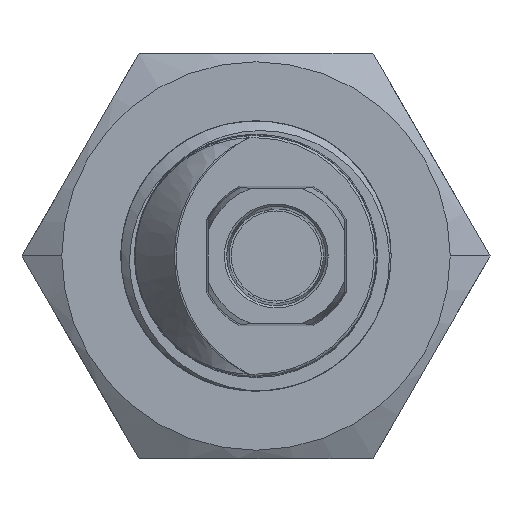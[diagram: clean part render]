
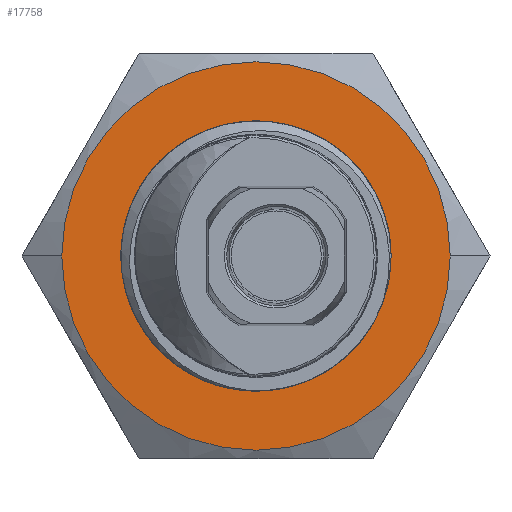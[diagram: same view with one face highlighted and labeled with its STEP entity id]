
A CAD part, front view. The second image highlights one B-rep face of the part: STEP entity #17758.
In plain terms, the highlighted planar face has unit normal (0, -1, 0).
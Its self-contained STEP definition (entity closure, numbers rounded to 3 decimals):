
#238=CARTESIAN_POINT('',(-13.329,44.5,-11.108));
#239=DIRECTION('',(0.,1.,0.));
#240=DIRECTION('',(-1.,0.,0.));
#241=AXIS2_PLACEMENT_3D('',#238,#239,#240);
#243=CARTESIAN_POINT('',(-13.329,44.5,-11.108));
#244=DIRECTION('',(0.,1.,0.));
#245=DIRECTION('',(1.,0.,0.));
#246=AXIS2_PLACEMENT_3D('',#243,#244,#245);
#248=CARTESIAN_POINT('',(-18.286,44.5,-8.965));
#249=CARTESIAN_POINT('',(-18.447,44.5,-9.297));
#250=CARTESIAN_POINT('',(-18.698,44.5,-9.978));
#251=CARTESIAN_POINT('',(-18.87,44.5,-11.08));
#252=CARTESIAN_POINT('',(-18.808,44.5,-12.172));
#253=CARTESIAN_POINT('',(-18.532,44.5,-13.246));
#254=CARTESIAN_POINT('',(-18.057,44.5,-14.245));
#255=CARTESIAN_POINT('',(-17.41,44.5,-15.119));
#256=CARTESIAN_POINT('',(-16.904,44.5,-15.58));
#257=CARTESIAN_POINT('',(-16.632,44.5,-15.787));
#259=CARTESIAN_POINT('',(-16.632,44.5,-15.787));
#260=CARTESIAN_POINT('',(-16.877,44.5,-15.628));
#261=CARTESIAN_POINT('',(-17.338,44.5,-15.275));
#262=CARTESIAN_POINT('',(-17.945,44.5,-14.646));
#263=CARTESIAN_POINT('',(-18.455,44.5,-13.928));
#264=CARTESIAN_POINT('',(-18.859,44.5,-13.127));
#265=CARTESIAN_POINT('',(-19.132,44.5,-12.286));
#266=CARTESIAN_POINT('',(-19.276,44.5,-11.408));
#267=CARTESIAN_POINT('',(-19.287,44.5,-10.507));
#268=CARTESIAN_POINT('',(-19.203,44.5,-9.901));
#269=CARTESIAN_POINT('',(-19.136,44.5,-9.596));
#271=CARTESIAN_POINT('',(-19.136,44.5,-9.596));
#272=CARTESIAN_POINT('',(-19.211,44.5,-9.884));
#273=CARTESIAN_POINT('',(-19.317,44.5,-10.465));
#274=CARTESIAN_POINT('',(-19.346,44.5,-11.357));
#275=CARTESIAN_POINT('',(-19.243,44.5,-12.244));
#276=CARTESIAN_POINT('',(-19.013,44.5,-13.096));
#277=CARTESIAN_POINT('',(-18.655,44.5,-13.919));
#278=CARTESIAN_POINT('',(-18.18,44.5,-14.677));
#279=CARTESIAN_POINT('',(-17.598,44.5,-15.355));
#280=CARTESIAN_POINT('',(-16.923,44.5,-15.94));
#281=CARTESIAN_POINT('',(-16.177,44.5,-16.413));
#282=CARTESIAN_POINT('',(-15.371,44.5,-16.772));
#283=CARTESIAN_POINT('',(-14.517,44.5,-17.011));
#284=CARTESIAN_POINT('',(-13.633,44.5,-17.122));
#285=CARTESIAN_POINT('',(-12.743,44.5,-17.101));
#286=CARTESIAN_POINT('',(-11.868,44.5,-16.949));
#287=CARTESIAN_POINT('',(-11.022,44.5,-16.67));
#288=CARTESIAN_POINT('',(-10.496,44.5,-16.405));
#289=CARTESIAN_POINT('',(-10.239,44.5,-16.251));
#291=CARTESIAN_POINT('',(-7.362,44.5,-10.482));
#292=CARTESIAN_POINT('',(-7.393,44.5,-10.187));
#293=CARTESIAN_POINT('',(-7.498,44.5,-9.606));
#294=CARTESIAN_POINT('',(-7.781,44.5,-8.765));
#295=CARTESIAN_POINT('',(-8.186,44.5,-7.975));
#296=CARTESIAN_POINT('',(-8.707,44.5,-7.247));
#297=CARTESIAN_POINT('',(-9.327,44.5,-6.608));
#298=CARTESIAN_POINT('',(-10.036,44.5,-6.066));
#299=CARTESIAN_POINT('',(-10.818,44.5,-5.635));
#300=CARTESIAN_POINT('',(-11.641,44.5,-5.328));
#301=CARTESIAN_POINT('',(-12.511,44.5,-5.141));
#302=CARTESIAN_POINT('',(-13.403,44.5,-5.086));
#303=CARTESIAN_POINT('',(-13.995,44.5,-5.137));
#304=CARTESIAN_POINT('',(-14.291,44.5,-5.185));
#306=CARTESIAN_POINT('',(-14.291,44.5,-5.185));
#307=CARTESIAN_POINT('',(-14.023,44.5,-5.152));
#308=CARTESIAN_POINT('',(-13.492,44.5,-5.123));
#309=CARTESIAN_POINT('',(-12.7,44.5,-5.185));
#310=CARTESIAN_POINT('',(-11.934,44.5,-5.35));
#311=CARTESIAN_POINT('',(-11.199,44.5,-5.614));
#312=CARTESIAN_POINT('',(-10.506,44.5,-5.973));
#313=CARTESIAN_POINT('',(-10.082,44.5,-6.269));
#314=CARTESIAN_POINT('',(-9.879,44.5,-6.431));
#316=CARTESIAN_POINT('',(-9.879,44.5,-6.431));
#317=CARTESIAN_POINT('',(-10.179,44.5,-6.23));
#318=CARTESIAN_POINT('',(-10.805,44.5,-5.888));
#319=CARTESIAN_POINT('',(-11.836,44.5,-5.547));
#320=CARTESIAN_POINT('',(-12.902,44.5,-5.403));
#321=CARTESIAN_POINT('',(-13.946,44.5,-5.467));
#322=CARTESIAN_POINT('',(-14.897,44.5,-5.704));
#323=CARTESIAN_POINT('',(-15.74,44.5,-6.07));
#324=CARTESIAN_POINT('',(-16.432,44.5,-6.507));
#325=CARTESIAN_POINT('',(-16.982,44.5,-6.969));
#326=CARTESIAN_POINT('',(-17.418,44.5,-7.442));
#327=CARTESIAN_POINT('',(-17.768,44.5,-7.925));
#328=CARTESIAN_POINT('',(-18.057,44.5,-8.426));
#329=CARTESIAN_POINT('',(-18.216,44.5,-8.782));
#330=CARTESIAN_POINT('',(-18.286,44.5,-8.965));
#1889=CARTESIAN_POINT('',(-19.136,44.5,
-9.596));
#2176=CARTESIAN_POINT('',(-10.239,44.5,
-16.251));
#2198=CARTESIAN_POINT('',(-7.362,44.5,
-10.482));
#2388=CARTESIAN_POINT('',(-14.291,44.5,
-5.185));
#8794=CARTESIAN_POINT('',(-13.329,44.5,-11.108));
#8795=DIRECTION('',(0.,1.,0.));
#8796=DIRECTION('',(0.995,0.,0.105));
#8797=AXIS2_PLACEMENT_3D('',#8794,#8795,#8796);
#15642=CARTESIAN_POINT('',(-4.704,44.5,-11.108));
#15644=VERTEX_POINT('',#15642);
#15647=CARTESIAN_POINT('',(-21.954,44.5,-11.108));
#15648=VERTEX_POINT('',#15647);
#15652=VERTEX_POINT('',#1889);
#15654=VERTEX_POINT('',#2388);
#17148=VERTEX_POINT('',#248);
#17149=VERTEX_POINT('',#257);
#17150=VERTEX_POINT('',#316);
#17166=VERTEX_POINT('',#2176);
#17167=VERTEX_POINT('',#2198);
#17732=CARTESIAN_POINT('',(-8.133,44.5,-20.108));
#17733=DIRECTION('',(0.,-1.,0.));
#17734=DIRECTION('',(1.,0.,0.));
#17735=AXIS2_PLACEMENT_3D('',#17732,#17733,#17734);
#17736=PLANE('',#17735);
#17737=ORIENTED_EDGE('',*,*,#17718,.T.);
#17739=ORIENTED_EDGE('',*,*,#17738,.T.);
#17740=EDGE_LOOP('',(#17737,#17739));
#17741=FACE_OUTER_BOUND('',#17740,.F.);
#17743=ORIENTED_EDGE('',*,*,#17742,.T.);
#17745=ORIENTED_EDGE('',*,*,#17744,.T.);
#17747=ORIENTED_EDGE('',*,*,#17746,.T.);
#17749=ORIENTED_EDGE('',*,*,#17748,.F.);
#17751=ORIENTED_EDGE('',*,*,#17750,.T.);
#17753=ORIENTED_EDGE('',*,*,#17752,.T.);
#17755=ORIENTED_EDGE('',*,*,#17754,.T.);
#17756=EDGE_LOOP('',(#17743,#17745,#17747,#17749,#17751,#17753,#17755));
#17757=FACE_BOUND('',#17756,.F.);
#17758=ADVANCED_FACE('',(#17741,#17757),#17736,.T.);
#242=CIRCLE('',#241,8.625);
#247=CIRCLE('',#246,8.625);
#258=B_SPLINE_CURVE_WITH_KNOTS('',3,(#248,#249,#250,#251,#252,#253,#254,#255,
#256,#257),.UNSPECIFIED.,.F.,.F.,(4,1,1,1,1,1,1,4),(0.,0.143,
0.286,0.429,0.571,0.714,
0.857,1.),.UNSPECIFIED.);
#270=B_SPLINE_CURVE_WITH_KNOTS('',3,(#259,#260,#261,#262,#263,#264,#265,#266,
#267,#268,#269),.UNSPECIFIED.,.F.,.F.,(4,1,1,1,1,1,1,1,4),(0.,0.125,0.25,
0.375,0.5,0.625,0.75,0.875,1.),.UNSPECIFIED.);
#290=B_SPLINE_CURVE_WITH_KNOTS('',3,(#271,#272,#273,#274,#275,#276,#277,#278,
#279,#280,#281,#282,#283,#284,#285,#286,#287,#288,#289),.UNSPECIFIED.,.F.,.F.,
(4,1,1,1,1,1,1,1,1,1,1,1,1,1,1,1,4),(0.,0.063,0.125,0.188,0.25,
0.313,0.375,0.438,0.5,0.563,0.625,0.688,0.75,0.813,
0.875,0.938,1.),.UNSPECIFIED.);
#305=B_SPLINE_CURVE_WITH_KNOTS('',3,(#291,#292,#293,#294,#295,#296,#297,#298,
#299,#300,#301,#302,#303,#304),.UNSPECIFIED.,.F.,.F.,(4,1,1,1,1,1,1,1,1,1,1,4),(
0.,0.091,0.182,0.273,0.364,
0.455,0.545,0.636,0.727,
0.818,0.909,1.),.UNSPECIFIED.);
#315=B_SPLINE_CURVE_WITH_KNOTS('',3,(#306,#307,#308,#309,#310,#311,#312,#313,
#314),.UNSPECIFIED.,.F.,.F.,(4,1,1,1,1,1,4),(0.,0.167,
0.333,0.5,0.667,0.833,1.),
.UNSPECIFIED.);
#331=B_SPLINE_CURVE_WITH_KNOTS('',3,(#316,#317,#318,#319,#320,#321,#322,#323,
#324,#325,#326,#327,#328,#329,#330),.UNSPECIFIED.,.F.,.F.,(4,1,1,1,1,1,1,1,1,1,
1,1,4),(0.,0.083,0.167,0.25,0.333,
0.417,0.5,0.583,0.667,0.75,
0.833,0.917,1.),.UNSPECIFIED.);
#8798=CIRCLE('',#8797,6.);
#17718=EDGE_CURVE('',#15648,#15644,#242,.T.);
#17738=EDGE_CURVE('',#15644,#15648,#247,.T.);
#17742=EDGE_CURVE('',#17148,#17149,#258,.T.);
#17744=EDGE_CURVE('',#17149,#15652,#270,.T.);
#17746=EDGE_CURVE('',#15652,#17166,#290,.T.);
#17748=EDGE_CURVE('',#17167,#17166,#8798,.T.);
#17750=EDGE_CURVE('',#17167,#15654,#305,.T.);
#17752=EDGE_CURVE('',#15654,#17150,#315,.T.);
#17754=EDGE_CURVE('',#17150,#17148,#331,.T.);
